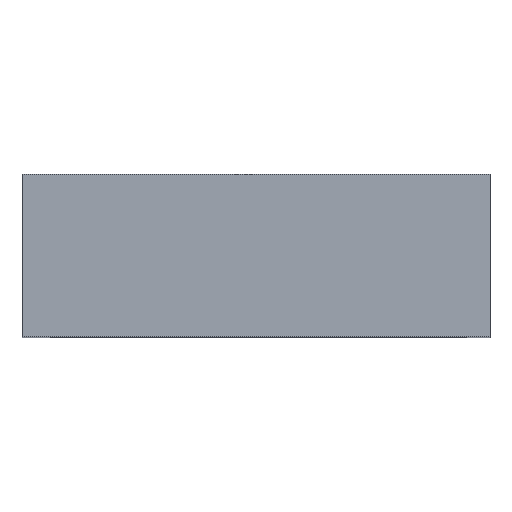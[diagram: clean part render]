
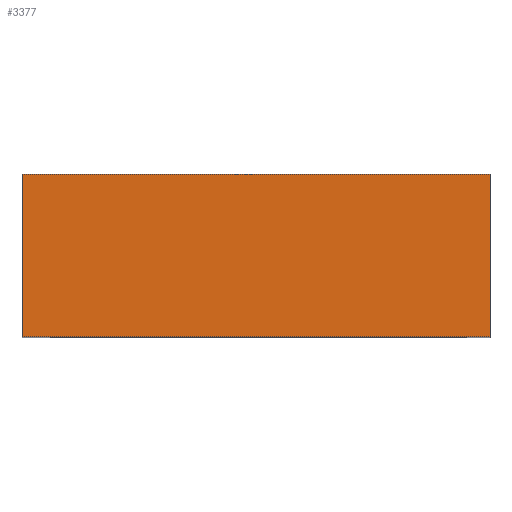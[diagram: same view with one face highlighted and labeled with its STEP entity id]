
A CAD part, top view. The second image highlights one B-rep face of the part: STEP entity #3377.
In plain terms, the highlighted planar face has unit normal (0, 0, 1).
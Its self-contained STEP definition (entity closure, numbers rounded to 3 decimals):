
#1602=CARTESIAN_POINT('',(184.235,288.192,567.05));
#1603=VERTEX_POINT('',#1602);
#1604=CARTESIAN_POINT('',(83.462,288.192,567.05));
#1605=VERTEX_POINT('',#1604);
#1606=CARTESIAN_POINT('',(184.235,288.192,567.05));
#1607=DIRECTION('',(-1.,-0.,0.));
#1608=VECTOR('',#1607,100.773);
#1609=LINE('',#1606,#1608);
#1610=EDGE_CURVE('',#1603,#1605,#1609,.T.);
#3259=CARTESIAN_POINT('',(184.235,253.192,567.05));
#3260=VERTEX_POINT('',#3259);
#3269=CARTESIAN_POINT('',(83.462,253.192,567.05));
#3270=VERTEX_POINT('',#3269);
#3271=CARTESIAN_POINT('',(184.235,253.192,567.05));
#3272=DIRECTION('',(-1.,-0.,0.));
#3273=VECTOR('',#3272,100.773);
#3274=LINE('',#3271,#3273);
#3275=EDGE_CURVE('',#3260,#3270,#3274,.T.);
#3356=CARTESIAN_POINT('',(370.094,288.192,567.05));
#3357=DIRECTION('',(0.,-0.,1.));
#3358=DIRECTION('',(1.,-0.,-0.));
#3359=AXIS2_PLACEMENT_3D('',#3356,#3357,#3358);
#3360=PLANE('',#3359);
#3361=ORIENTED_EDGE('',*,*,#3275,.F.);
#3362=CARTESIAN_POINT('',(184.235,253.192,567.05));
#3363=DIRECTION('',(0.,1.,0.));
#3364=VECTOR('',#3363,35.);
#3365=LINE('',#3362,#3364);
#3366=EDGE_CURVE('',#3260,#1603,#3365,.T.);
#3367=ORIENTED_EDGE('',*,*,#3366,.T.);
#3368=ORIENTED_EDGE('',*,*,#1610,.T.);
#3369=CARTESIAN_POINT('',(83.462,288.192,567.05));
#3370=DIRECTION('',(-0.,-1.,-0.));
#3371=VECTOR('',#3370,35.);
#3372=LINE('',#3369,#3371);
#3373=EDGE_CURVE('',#1605,#3270,#3372,.T.);
#3374=ORIENTED_EDGE('',*,*,#3373,.T.);
#3375=EDGE_LOOP('',(#3361,#3367,#3368,#3374));
#3376=FACE_BOUND('',#3375,.T.);
#3377=ADVANCED_FACE('',(#3376),#3360,.T.);
